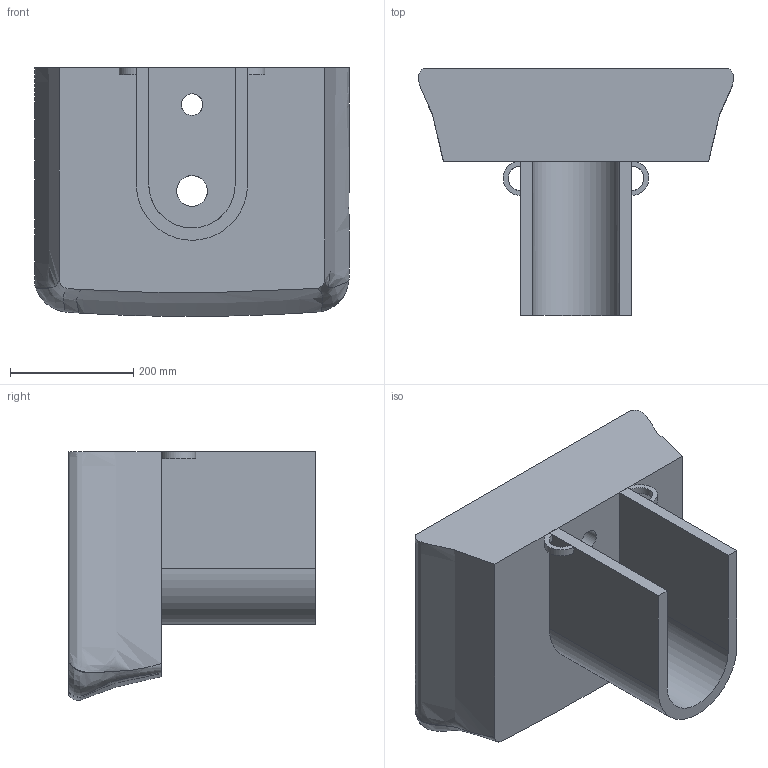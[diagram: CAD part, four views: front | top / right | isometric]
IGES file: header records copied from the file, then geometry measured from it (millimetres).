
Global section: file name: 3593; native system: AutoCAD 2016 - English; preprocessor: Autodesk Translation Framework DWG producer (atf_dwg_producer); organization: unknown; date: 20170508.103449; units: millimetre
Bounding box: 510.64 x 400 x 403.45 mm (x, y, z)
Volume: 22987896.2 mm3; surface area: 1032022.2 mm2
Topology: 4 solids, 4 shells, 41 faces, 103 edges, 72 vertices
Faces by surface type: bspline 41
